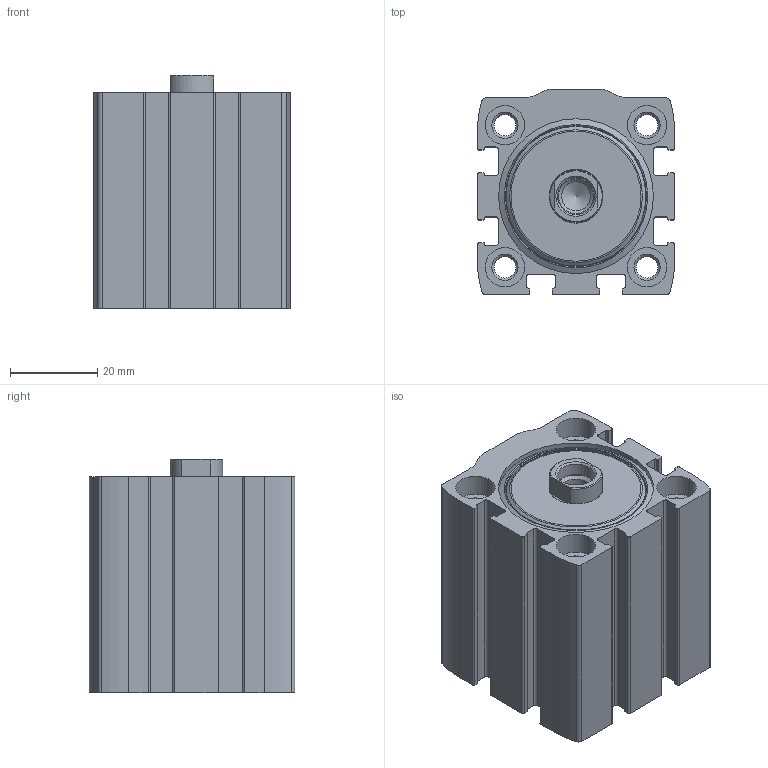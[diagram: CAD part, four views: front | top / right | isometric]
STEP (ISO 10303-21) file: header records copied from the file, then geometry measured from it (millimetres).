
FILE_DESCRIPTION(/* description */ ('STEP AP214'),/* implementation_level */ '2;1');
FILE_NAME(/* name */ '8076514_AEN-S-32-25-I-P',/* time_stamp */ '2024-08-02T18:21:14+02:00',/* author */ ('License CC BY-ND 4.0'),/* organization */ ('CADENAS'),/* preprocessor_version */ 'ST-DEVELOPER v19.3',/* originating_system */ 'PARTsolutions',/* authorisation */ ' ');
FILE_SCHEMA (('AUTOMOTIVE_DESIGN {1 0 10303 214 3 1 1}'));
Length unit declared in the file: millimetre
Products named in the file (3): 8076514 AEN-S-32-25-I-P---(0_high); 8084846 AEN-S-32-25-I-P---(highH); 8084846 AEN-S-32-25-I-P---(highP)
Assembly tree (2 placements, depth 2):
  8076514 AEN-S-32-25-I-P---(0_high)
    8084846 AEN-S-32-25-I-P---(highH)
    8084846 AEN-S-32-25-I-P---(highP)
Bounding box: 45 x 47 x 53.5 mm (x, y, z)
Volume: 69339.3 mm3; surface area: 28881.5 mm2
Topology: 2 solids, 2 shells, 179 faces, 463 edges, 303 vertices
Faces by surface type: cylinder 81, plane 77, cone 18, torus 3
Full cylindrical faces by diameter (mm): 4 x1, 4.134 x1, 4.917 x4, 6.647 x1, 8.4 x1, 9 x8, 12 x2, 32 x2, 35.4 x1
Entity records: 5369 total; most frequent: DIRECTION 964, CARTESIAN_POINT 913, ORIENTED_EDGE 838, EDGE_CURVE 419, AXIS2_PLACEMENT_3D 367, VERTEX_POINT 300, FACE_BOUND 243, EDGE_LOOP 242
